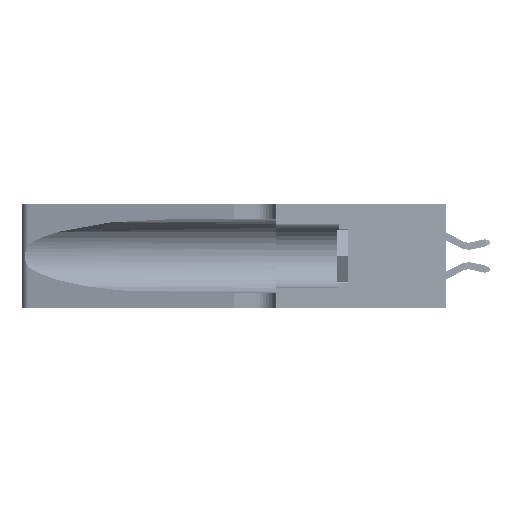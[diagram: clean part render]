
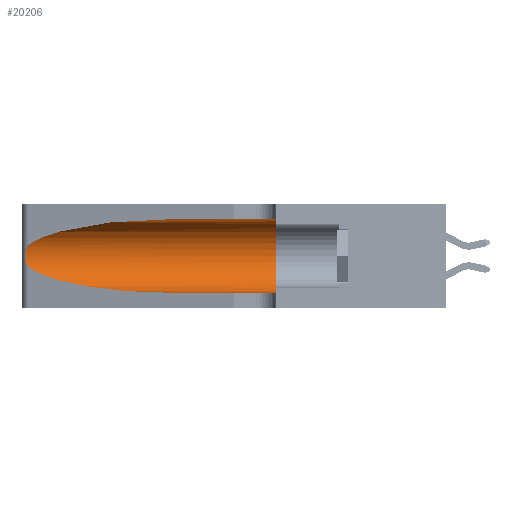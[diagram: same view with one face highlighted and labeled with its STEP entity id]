
A CAD part, left-side view. The second image highlights one B-rep face of the part: STEP entity #20206.
In plain terms, the highlighted cylindrical face has radius 3.308 mm (diameter 6.617 mm), a partial arc.
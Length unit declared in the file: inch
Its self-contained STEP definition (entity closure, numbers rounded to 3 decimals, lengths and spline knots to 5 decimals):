
#765 = CARTESIAN_POINT ( 'NONE',  ( 0.1305, 0.35, 0.05475 ) ) ;
#1465 = VERTEX_POINT ( 'NONE', #40176 ) ;
#1615 = EDGE_CURVE ( 'NONE', #1465, #48728, #5616, .T. ) ;
#2751 = CARTESIAN_POINT ( 'NONE',  ( 0.25789, 1.23486, 0.15765 ) ) ;
#2784 = CARTESIAN_POINT ( 'NONE',  ( 0.25487, 1.22718, 0.22369 ) ) ;
#4356 = EDGE_CURVE ( 'NONE', #24126, #1465, #42577, .T. ) ;
#5616 = LINE ( 'NONE', #31494, #18358 ) ;
#5954 = EDGE_CURVE ( 'NONE', #14321, #24126, #47290, .T. ) ;
#8025 = ORIENTED_EDGE ( 'NONE', *, *, #11779, .F. ) ;
#8044 = VERTEX_POINT ( 'NONE', #41983 ) ;
#8119 = DIRECTION ( 'NONE',  ( 0., 1., 0. ) ) ;
#8152 = CARTESIAN_POINT ( 'NONE',  ( 0.1305, 0.72297, 0.05475 ) ) ;
#9641 = LINE ( 'NONE', #28866, #44271 ) ;
#10036 = EDGE_LOOP ( 'NONE', ( #12930, #32767, #12633, #23946, #49898, #8025 ) ) ;
#10546 = CARTESIAN_POINT ( 'NONE',  ( 0.26018, 1.23835, 0.19895 ) ) ;
#10865 = CARTESIAN_POINT ( 'NONE',  ( 0.26075, 1.23896, 0.178 ) ) ;
#11779 = EDGE_CURVE ( 'NONE', #8044, #35224, #9641, .T. ) ;
#11842 = CARTESIAN_POINT ( 'NONE',  ( 0.1305, 0.72297, 0.31525 ) ) ;
#12633 = ORIENTED_EDGE ( 'NONE', *, *, #4356, .T. ) ;
#12907 = DIRECTION ( 'NONE',  ( 0., 0., -1. ) ) ;
#12930 = ORIENTED_EDGE ( 'NONE', *, *, #50037, .T. ) ;
#14321 = VERTEX_POINT ( 'NONE', #2784 ) ;
#14440 = CARTESIAN_POINT ( 'NONE',  ( 0.25854, 1.2359, 0.20912 ) ) ;
#14781 = CARTESIAN_POINT ( 'NONE',  ( 0.25555, 1.22993, 0.14849 ) ) ;
#15591 = CARTESIAN_POINT ( 'NONE',  ( 0.1305, 0.35, 0.185 ) ) ;
#17731 = CIRCLE ( 'NONE', #35382, 0.13025 ) ;
#18358 = VECTOR ( 'NONE', #28281, 39.37008 ) ;
#20206 = ADVANCED_FACE ( 'NONE', ( #33566 ), #43929, .F. ) ;
#20790 = EDGE_CURVE ( 'NONE', #35224, #48728, #17731, .T. ) ;
#22399 = CARTESIAN_POINT ( 'NONE',  ( 0.26075, 1.23896, 0.19203 ) ) ;
#23946 = ORIENTED_EDGE ( 'NONE', *, *, #1615, .T. ) ;
#24109 = CARTESIAN_POINT ( 'NONE',  ( 0.1305, 1.61858, 0.185 ) ) ;
#24126 = VERTEX_POINT ( 'NONE', #27667 ) ;
#24179 =( BOUNDED_CURVE ( )  B_SPLINE_CURVE ( 3, ( #11842, #42910, #38966, #46365 ),
 .UNSPECIFIED., .F., .T. ) 
 B_SPLINE_CURVE_WITH_KNOTS ( ( 4, 4 ),
 ( 1.5708, 2.84003 ),
 .UNSPECIFIED. ) 
 CURVE ( )  GEOMETRIC_REPRESENTATION_ITEM ( )  RATIONAL_B_SPLINE_CURVE ( ( 1., 0.87, 0.87, 1. ) ) 
 REPRESENTATION_ITEM ( '' )  );
#25670 = CARTESIAN_POINT ( 'NONE',  ( 0.25487, 1.22718, 0.22369 ) ) ;
#25836 = CARTESIAN_POINT ( 'NONE',  ( 0.25787, 1.23484, 0.2124 ) ) ;
#27667 = CARTESIAN_POINT ( 'NONE',  ( 0.25487, 1.22718, 0.14631 ) ) ;
#28281 = DIRECTION ( 'NONE',  ( 0., -1., 0. ) ) ;
#28866 = CARTESIAN_POINT ( 'NONE',  ( 0.1305, 1.61858, 0.31525 ) ) ;
#29038 = DIRECTION ( 'NONE',  ( 0., -1., 0. ) ) ;
#29076 = CARTESIAN_POINT ( 'NONE',  ( 0.25555, 1.22994, 0.2215 ) ) ;
#30326 = CARTESIAN_POINT ( 'NONE',  ( 0.1305, 0.35, 0.31525 ) ) ;
#31494 = CARTESIAN_POINT ( 'NONE',  ( 0.1305, 1.61858, 0.05475 ) ) ;
#32564 = AXIS2_PLACEMENT_3D ( 'NONE', #24109, #47919, #12907 ) ;
#32767 = ORIENTED_EDGE ( 'NONE', *, *, #5954, .T. ) ;
#33566 = FACE_OUTER_BOUND ( 'NONE', #10036, .T. ) ;
#34103 = CARTESIAN_POINT ( 'NONE',  ( 0.25639, 1.23186, 0.15144 ) ) ;
#34591 = CARTESIAN_POINT ( 'NONE',  ( 0.18966, 0.96281, 0.05475 ) ) ;
#35224 = VERTEX_POINT ( 'NONE', #30326 ) ;
#35382 = AXIS2_PLACEMENT_3D ( 'NONE', #15591, #8119, #42904 ) ;
#37996 = CARTESIAN_POINT ( 'NONE',  ( 0.25856, 1.23593, 0.16098 ) ) ;
#38966 = CARTESIAN_POINT ( 'NONE',  ( 0.2373, 1.15595, 0.28018 ) ) ;
#40176 = CARTESIAN_POINT ( 'NONE',  ( 0.1305, 0.72297, 0.05475 ) ) ;
#41983 = CARTESIAN_POINT ( 'NONE',  ( 0.1305, 0.72297, 0.31525 ) ) ;
#42435 = CARTESIAN_POINT ( 'NONE',  ( 0.2373, 1.15595, 0.08982 ) ) ;
#42577 =( BOUNDED_CURVE ( )  B_SPLINE_CURVE ( 3, ( #46886, #42435, #34591, #8152 ),
 .UNSPECIFIED., .F., .T. ) 
 B_SPLINE_CURVE_WITH_KNOTS ( ( 4, 4 ),
 ( 3.44316, 4.71239 ),
 .UNSPECIFIED. ) 
 CURVE ( )  GEOMETRIC_REPRESENTATION_ITEM ( )  RATIONAL_B_SPLINE_CURVE ( ( 1., 0.87, 0.87, 1. ) ) 
 REPRESENTATION_ITEM ( '' )  );
#42904 = DIRECTION ( 'NONE',  ( 0., 0., 1. ) ) ;
#42910 = CARTESIAN_POINT ( 'NONE',  ( 0.18966, 0.96281, 0.31525 ) ) ;
#43929 = CYLINDRICAL_SURFACE ( 'NONE', #32564, 0.13025 ) ;
#44271 = VECTOR ( 'NONE', #29038, 39.37008 ) ;
#45384 = CARTESIAN_POINT ( 'NONE',  ( 0.26017, 1.23833, 0.17102 ) ) ;
#46365 = CARTESIAN_POINT ( 'NONE',  ( 0.25487, 1.22718, 0.22369 ) ) ;
#46886 = CARTESIAN_POINT ( 'NONE',  ( 0.25487, 1.22718, 0.14631 ) ) ;
#47290 = B_SPLINE_CURVE_WITH_KNOTS ( 'NONE', 3,
 ( #25670, #29076, #49605, #25836, #14440, #10546, #22399, #10865, #45384, #37996, #2751, #34103, #14781, #49269 ),
 .UNSPECIFIED., .F., .F.,
 ( 4, 2, 2, 2, 2, 2, 4 ),
 ( 0., 0.00027, 0.00053, 0.00107, 0.0016, 0.00187, 0.00214 ),
 .UNSPECIFIED. ) ;
#47919 = DIRECTION ( 'NONE',  ( 0., -1., 0. ) ) ;
#48728 = VERTEX_POINT ( 'NONE', #765 ) ;
#49269 = CARTESIAN_POINT ( 'NONE',  ( 0.25487, 1.22718, 0.14631 ) ) ;
#49605 = CARTESIAN_POINT ( 'NONE',  ( 0.25639, 1.23184, 0.21858 ) ) ;
#49898 = ORIENTED_EDGE ( 'NONE', *, *, #20790, .F. ) ;
#50037 = EDGE_CURVE ( 'NONE', #8044, #14321, #24179, .T. ) ;
